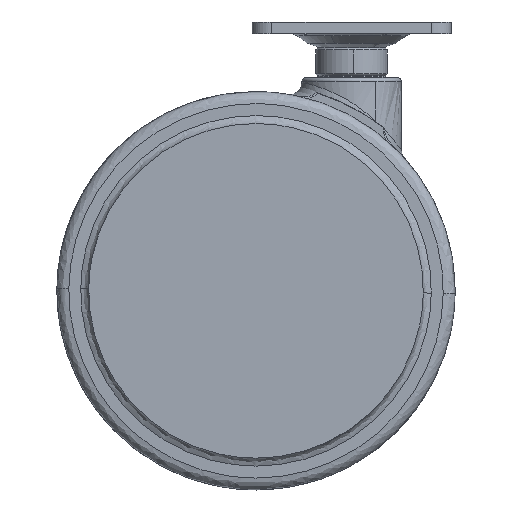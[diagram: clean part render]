
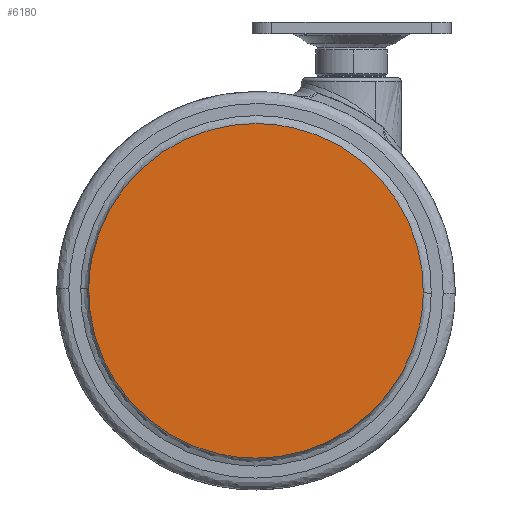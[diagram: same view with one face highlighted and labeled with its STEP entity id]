
A CAD part, front view. The second image highlights one B-rep face of the part: STEP entity #6180.
In plain terms, the highlighted free-form (B-spline) face has degree [1, 1] with [2, 2] control points.
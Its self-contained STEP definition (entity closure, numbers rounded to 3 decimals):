
#6040=CARTESIAN_POINT('',(17.997,-23.5,-54.028));
#6041=VERTEX_POINT('',#6040);
#6055=CARTESIAN_POINT('',(-24.0,-23.5,-95.5));
#6056=VERTEX_POINT('',#6055);
#6057=CARTESIAN_POINT('',(-24.0,-23.5,-95.5));
#6058=CARTESIAN_POINT('',(17.476,-23.5,-95.5));
#6059=CARTESIAN_POINT('',(17.997,-23.5,-54.028));
#6067=(BOUNDED_CURVE()B_SPLINE_CURVE(2,(#6057,#6058,#6059),.UNSPECIFIED.,.F.,.U.)B_SPLINE_CURVE_WITH_KNOTS((3,3),(0.0,0.248),.UNSPECIFIED.)CURVE()GEOMETRIC_REPRESENTATION_ITEM()RATIONAL_B_SPLINE_CURVE((1.0,0.71,0.995))REPRESENTATION_ITEM(''));
#6068=EDGE_CURVE('',#6056,#6041,#6067,.T.);
#6070=CARTESIAN_POINT('',(-65.997,-23.5,-52.972));
#6071=VERTEX_POINT('',#6070);
#6072=CARTESIAN_POINT('',(-65.997,-23.5,-52.972));
#6073=CARTESIAN_POINT('',(-66.,-23.5,-53.236));
#6074=CARTESIAN_POINT('',(-66.,-23.5,-53.5));
#6075=CARTESIAN_POINT('',(-66.,-23.5,-95.5));
#6076=CARTESIAN_POINT('',(-24.0,-23.5,-95.5));
#6084=(BOUNDED_CURVE()B_SPLINE_CURVE(2,(#6072,#6073,#6074,#6075,#6076),.UNSPECIFIED.,.F.,.U.)B_SPLINE_CURVE_WITH_KNOTS((3,2,3),(0.748,0.75,1.0),.UNSPECIFIED.)CURVE()GEOMETRIC_REPRESENTATION_ITEM()RATIONAL_B_SPLINE_CURVE((0.995,0.997,1.0,0.707,1.0))REPRESENTATION_ITEM(''));
#6085=EDGE_CURVE('',#6071,#6056,#6084,.T.);
#6134=CARTESIAN_POINT('',(-24.0,-23.5,-11.5));
#6135=VERTEX_POINT('',#6134);
#6136=CARTESIAN_POINT('',(-24.0,-23.5,-11.5));
#6137=CARTESIAN_POINT('',(-65.476,-23.5,-11.5));
#6138=CARTESIAN_POINT('',(-65.997,-23.5,-52.972));
#6146=(BOUNDED_CURVE()B_SPLINE_CURVE(2,(#6136,#6137,#6138),.UNSPECIFIED.,.F.,.U.)B_SPLINE_CURVE_WITH_KNOTS((3,3),(0.5,0.748),.UNSPECIFIED.)CURVE()GEOMETRIC_REPRESENTATION_ITEM()RATIONAL_B_SPLINE_CURVE((1.0,0.71,0.995))REPRESENTATION_ITEM(''));
#6147=EDGE_CURVE('',#6135,#6071,#6146,.T.);
#6149=CARTESIAN_POINT('',(17.997,-23.5,-54.028));
#6150=CARTESIAN_POINT('',(18.,-23.5,-53.764));
#6151=CARTESIAN_POINT('',(18.,-23.5,-53.5));
#6152=CARTESIAN_POINT('',(18.,-23.5,-11.5));
#6153=CARTESIAN_POINT('',(-24.0,-23.5,-11.5));
#6161=(BOUNDED_CURVE()B_SPLINE_CURVE(2,(#6149,#6150,#6151,#6152,#6153),.UNSPECIFIED.,.F.,.U.)B_SPLINE_CURVE_WITH_KNOTS((3,2,3),(0.248,0.25,0.5),.UNSPECIFIED.)CURVE()GEOMETRIC_REPRESENTATION_ITEM()RATIONAL_B_SPLINE_CURVE((0.995,0.997,1.0,0.707,1.0))REPRESENTATION_ITEM(''));
#6162=EDGE_CURVE('',#6041,#6135,#6161,.T.);
#6169=CARTESIAN_POINT('',(-70.192,-23.5,-7.304));
#6170=CARTESIAN_POINT('',(-70.192,-23.5,-99.696));
#6171=CARTESIAN_POINT('',(22.192,-23.5,-7.304));
#6172=CARTESIAN_POINT('',(22.192,-23.5,-99.696));
#6173=B_SPLINE_SURFACE_WITH_KNOTS('',1,1,((#6169,#6171),(#6170,#6172)),.UNSPECIFIED.,.F.,.F.,.U.,(2,2),(2,2),(0.0,92.392),(0.0,92.384),.UNSPECIFIED.);
#6174=ORIENTED_EDGE('',*,*,#6068,.T.);
#6175=ORIENTED_EDGE('',*,*,#6162,.T.);
#6176=ORIENTED_EDGE('',*,*,#6147,.T.);
#6177=ORIENTED_EDGE('',*,*,#6085,.T.);
#6178=EDGE_LOOP('',(#6174,#6175,#6176,#6177));
#6179=FACE_OUTER_BOUND('',#6178,.T.);
#6180=ADVANCED_FACE('',(#6179),#6173,.T.);
